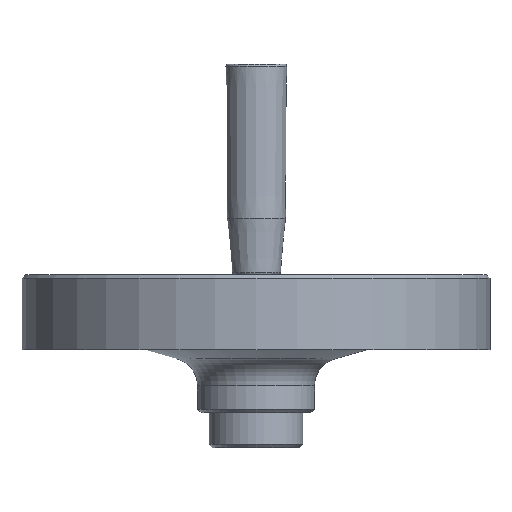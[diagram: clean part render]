
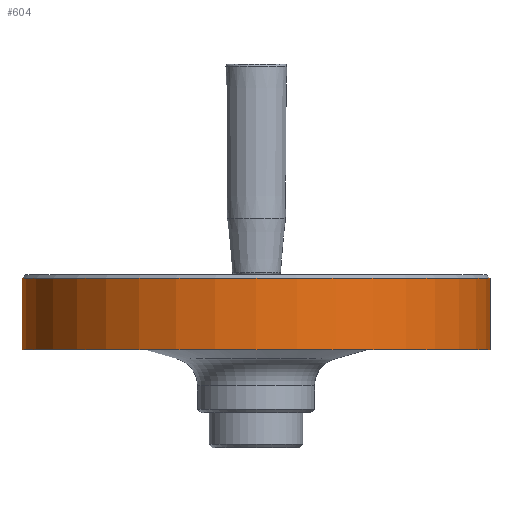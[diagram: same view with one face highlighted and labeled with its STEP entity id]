
A CAD part, left-side view. The second image highlights one B-rep face of the part: STEP entity #604.
In plain terms, the highlighted cylindrical face has radius 100 mm (diameter 200 mm), a full revolution.
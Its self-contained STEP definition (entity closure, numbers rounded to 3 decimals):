
#604 = ADVANCED_FACE( '', ( #1377, #1378 ), #1379, .T. );
#1377 = FACE_OUTER_BOUND( '', #3165, .T. );
#1378 = FACE_OUTER_BOUND( '', #3166, .T. );
#1379 = CYLINDRICAL_SURFACE( '', #3167, 100. );
#3165 = EDGE_LOOP( '', ( #5237 ) );
#3166 = EDGE_LOOP( '', ( #5238 ) );
#3167 = AXIS2_PLACEMENT_3D( '', #5239, #5240, #5241 );
#5237 = ORIENTED_EDGE( '', *, *, #7042, .T. );
#5238 = ORIENTED_EDGE( '', *, *, #7043, .T. );
#5239 = CARTESIAN_POINT( '', ( 0., 0., 57.15 ) );
#5240 = DIRECTION( '', ( 0., 0., -1. ) );
#5241 = DIRECTION( '', ( 1., 0., 0. ) );
#7042 = EDGE_CURVE( '', #8388, #8388, #8389, .T. );
#7043 = EDGE_CURVE( '', #8390, #8390, #8391, .T. );
#8388 = VERTEX_POINT( '', #10850 );
#8389 = CIRCLE( '', #10851, 100. );
#8390 = VERTEX_POINT( '', #10852 );
#8391 = CIRCLE( '', #10853, 100. );
#10850 = CARTESIAN_POINT( '', ( -100., 0., 57.5 ) );
#10851 = AXIS2_PLACEMENT_3D( '', #12339, #12340, #12341 );
#10852 = CARTESIAN_POINT( '', ( 100., 0., 27. ) );
#10853 = AXIS2_PLACEMENT_3D( '', #12342, #12343, #12344 );
#12339 = CARTESIAN_POINT( '', ( 0., 0., 57.5 ) );
#12340 = DIRECTION( '', ( 0., 0., -1. ) );
#12341 = DIRECTION( '', ( -1., 0., 0. ) );
#12342 = CARTESIAN_POINT( '', ( 0., 0., 27. ) );
#12343 = DIRECTION( '', ( 0., 0., 1. ) );
#12344 = DIRECTION( '', ( 1., 0., 0. ) );
